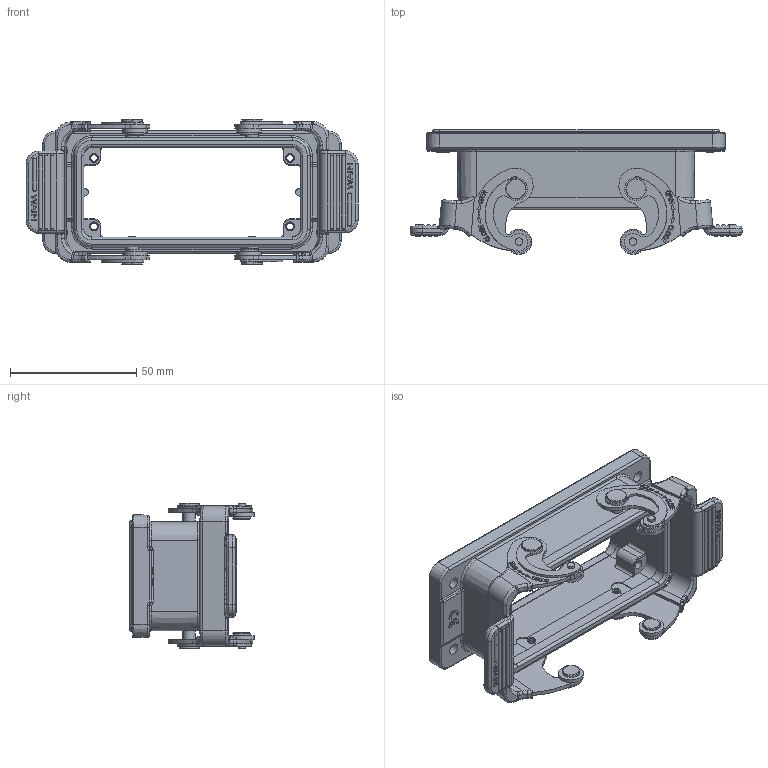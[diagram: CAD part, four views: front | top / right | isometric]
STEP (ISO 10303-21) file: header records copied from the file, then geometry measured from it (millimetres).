
FILE_DESCRIPTION(/* description */ (''),/* implementation_level */ '2;1');
FILE_NAME(/* name */ '1.stp',/* time_stamp */ '2023-12-05T15:17:41+08:00',/* author */ (''),/* organization */ (''),/* preprocessor_version */ 'ST-DEVELOPER v18.1',/* originating_system */ 'SIEMENS PLM Software NX 1980',/* authorisation */ '');
FILE_SCHEMA (('AP203_CONFIGURATION_CONTROLLED_3D_DESIGN_OF_MECHANICAL_PARTS_AND_ASSEMBLIES_MIM_LF { 1 0 10303 403 2 1 2}'));
Products named in the file (1): 3D_1111163411002_W16B-BK-2L_SC_V1.0_stp
Bounding box: 131.3 x 49.15 x 57.5 mm (x, y, z)
Volume: 55518.4 mm3; surface area: 42640.4 mm2
Topology: 5 solids, 12 shells, 1838 faces, 4763 edges, 3020 vertices
Faces by surface type: plane 873, cylinder 517, torus 138, cone 90, extrusion 78, sphere 76, bspline 64, revolution 2
Full cylindrical faces by diameter (mm): 1.9 x4, 2.95 x8, 3 x8, 3.5 x4, 4.5 x4, 4.8 x4, 4.907 x4, 5 x8, 7 x4, 8 x4, 9.8 x4
Entity records: 64240 total; most frequent: CARTESIAN_POINT 15621, ORIENTED_EDGE 9126, DIRECTION 9078, EDGE_CURVE 4563, AXIS2_PLACEMENT_3D 3229, VERTEX_POINT 2958, VECTOR 2618, LINE 2540
